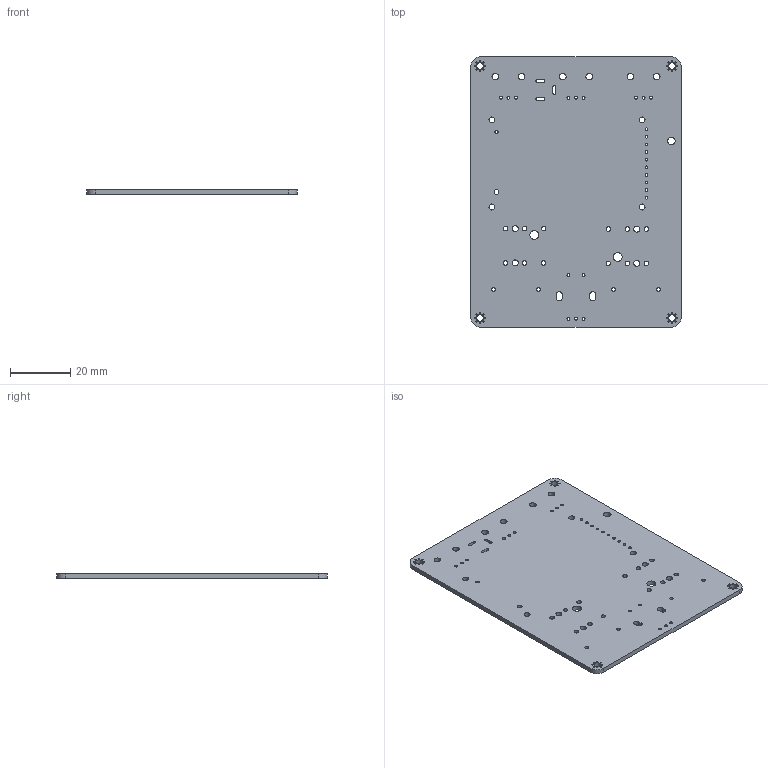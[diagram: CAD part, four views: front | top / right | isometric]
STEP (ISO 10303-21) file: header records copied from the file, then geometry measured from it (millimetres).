
FILE_DESCRIPTION(('KiCad electronic assembly'),'2;1');
FILE_NAME('Hypersonic_pedal_pcb.step','2024-05-09T11:26:15',('Pcbnew'),( 'Kicad'),'Open CASCADE STEP processor 7.7','KiCad to STEP converter' ,'Unknown');
FILE_SCHEMA(('AUTOMOTIVE_DESIGN { 1 0 10303 214 1 1 1 1 }'));
Length unit declared in the file: millimetre
Products named in the file (2): Hypersonic_pedal_pcb 1; Hypersonic_pedal_pcb_PCB
Assembly tree (1 placements, depth 2):
  Hypersonic_pedal_pcb 1
    Hypersonic_pedal_pcb_PCB
Bounding box: 70 x 90 x 1.6 mm (x, y, z)
Volume: 9825.6 mm3; surface area: 13389 mm2
Topology: 1 solids, 1 shells, 125 faces, 369 edges, 246 vertices
Faces by surface type: cylinder 109, plane 16
Full cylindrical faces by diameter (mm): 0.4 x32, 0.9 x10, 1 x14, 1.1 x1, 1.2 x4, 1.5 x12, 1.6 x1, 2 x8, 2.2 x10, 2.5 x1, 3 x2
Entity records: 4738 total; most frequent: DIRECTION 841, CARTESIAN_POINT 742, ORIENTED_EDGE 738, EDGE_CURVE 369, AXIS2_PLACEMENT_3D 345, FACE_BOUND 325, EDGE_LOOP 325, VERTEX_POINT 246
